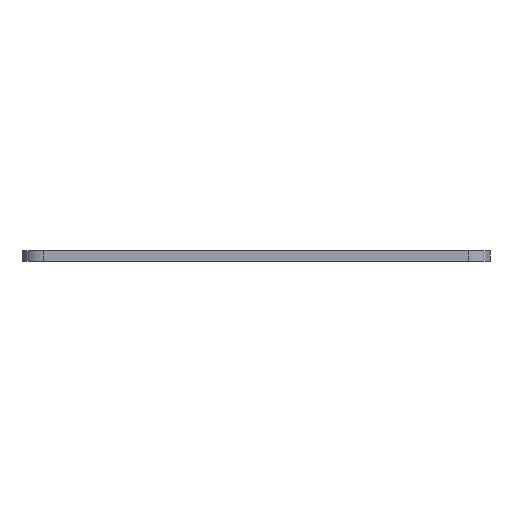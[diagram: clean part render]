
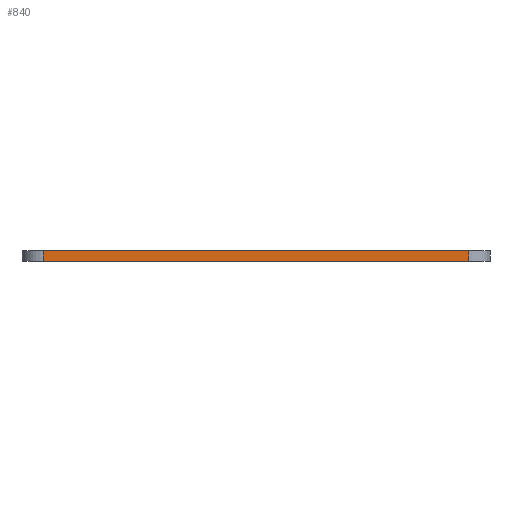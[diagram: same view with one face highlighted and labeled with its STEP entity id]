
A CAD part, left-side view. The second image highlights one B-rep face of the part: STEP entity #840.
In plain terms, the highlighted planar face has unit normal (-1, 0, 0).
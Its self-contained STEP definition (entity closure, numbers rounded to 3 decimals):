
#73=PLANE('',#951);
#108=FACE_OUTER_BOUND('',#147,.T.);
#147=EDGE_LOOP('',(#672,#673,#674,#675));
#244=LINE('',#1404,#289);
#245=LINE('',#1406,#290);
#246=LINE('',#1408,#291);
#247=LINE('',#1409,#292);
#289=VECTOR('',#1176,10.);
#290=VECTOR('',#1177,10.);
#291=VECTOR('',#1178,10.);
#292=VECTOR('',#1179,10.);
#429=VERTEX_POINT('',#1402);
#430=VERTEX_POINT('',#1403);
#431=VERTEX_POINT('',#1405);
#432=VERTEX_POINT('',#1407);
#532=EDGE_CURVE('',#429,#430,#244,.T.);
#533=EDGE_CURVE('',#429,#431,#245,.T.);
#534=EDGE_CURVE('',#432,#431,#246,.T.);
#535=EDGE_CURVE('',#430,#432,#247,.T.);
#672=ORIENTED_EDGE('',*,*,#532,.F.);
#673=ORIENTED_EDGE('',*,*,#533,.T.);
#674=ORIENTED_EDGE('',*,*,#534,.F.);
#675=ORIENTED_EDGE('',*,*,#535,.F.);
#840=ADVANCED_FACE('',(#108),#73,.T.);
#951=AXIS2_PLACEMENT_3D('',#1401,#1174,#1175);
#1174=DIRECTION('center_axis',(-1.,0.,0.));
#1175=DIRECTION('ref_axis',(0.,-1.,0.));
#1176=DIRECTION('',(0.,1.,0.));
#1177=DIRECTION('',(0.,0.,1.));
#1178=DIRECTION('',(0.,-1.,0.));
#1179=DIRECTION('',(0.,0.,1.));
#1401=CARTESIAN_POINT('Origin',(-77.565,88.217,50.));
#1402=CARTESIAN_POINT('',(-77.565,-11.783,50.));
#1403=CARTESIAN_POINT('',(-77.565,88.217,50.));
#1404=CARTESIAN_POINT('',(-77.565,-16.783,50.));
#1405=CARTESIAN_POINT('',(-77.565,-11.783,52.5));
#1406=CARTESIAN_POINT('',(-77.565,-11.783,50.));
#1407=CARTESIAN_POINT('',(-77.565,88.217,52.5));
#1408=CARTESIAN_POINT('',(-77.565,-16.783,52.5));
#1409=CARTESIAN_POINT('',(-77.565,88.217,50.));
